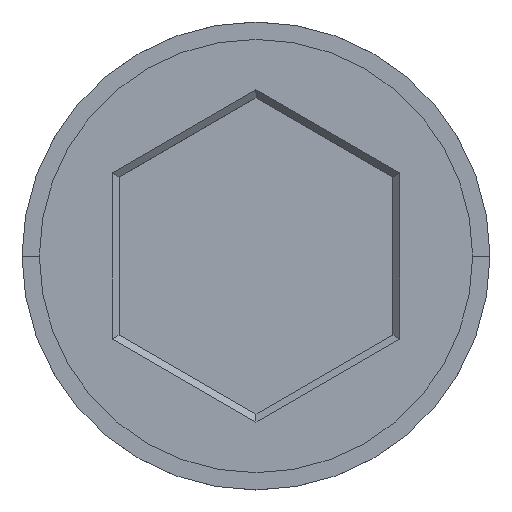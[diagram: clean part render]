
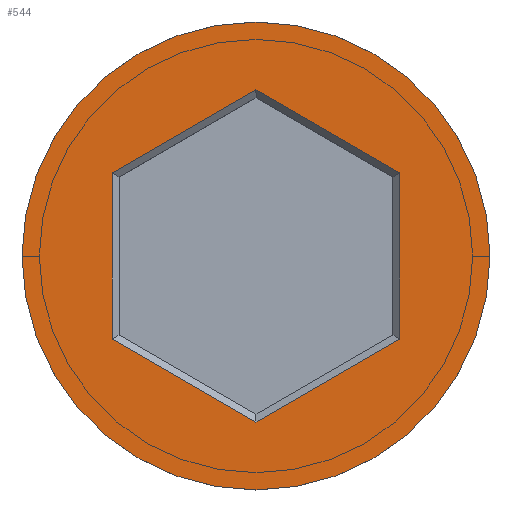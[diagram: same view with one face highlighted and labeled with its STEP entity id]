
A CAD part, top view. The second image highlights one B-rep face of the part: STEP entity #544.
In plain terms, the highlighted planar face has unit normal (0, 0, 1).
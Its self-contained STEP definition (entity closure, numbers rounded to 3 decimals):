
#16 = EDGE_CURVE ( 'NONE', #1104, #1153, #1143, .T. ) ;
#20 = DIRECTION ( 'NONE',  ( -0.866, -0.5, 0. ) ) ;
#58 = DIRECTION ( 'NONE',  ( 0., 0., 1. ) ) ;
#59 = ORIENTED_EDGE ( 'NONE', *, *, #895, .T. ) ;
#68 = CARTESIAN_POINT ( 'NONE',  ( 4.15, -2.396, 0. ) ) ;
#74 = EDGE_CURVE ( 'NONE', #1429, #994, #651, .T. ) ;
#78 = DIRECTION ( 'NONE',  ( 0.866, 0.5, 0. ) ) ;
#91 = CARTESIAN_POINT ( 'NONE',  ( -0.1, 4.734, 0. ) ) ;
#109 = LINE ( 'NONE', #91, #1234 ) ;
#120 = ORIENTED_EDGE ( 'NONE', *, *, #1148, .T. ) ;
#130 = FACE_OUTER_BOUND ( 'NONE', #1216, .T. ) ;
#133 = CARTESIAN_POINT ( 'NONE',  ( 0.1, -4.734, 0. ) ) ;
#142 = CARTESIAN_POINT ( 'NONE',  ( 0., 0., 0. ) ) ;
#145 = CARTESIAN_POINT ( 'NONE',  ( 0., 0., 0. ) ) ;
#312 = VECTOR ( 'NONE', #20, 1000. ) ;
#321 = EDGE_CURVE ( 'NONE', #1153, #1057, #1087, .T. ) ;
#325 = LINE ( 'NONE', #1108, #1022 ) ;
#336 = AXIS2_PLACEMENT_3D ( 'NONE', #145, #1379, #799 ) ;
#358 = DIRECTION ( 'NONE',  ( 0.866, -0.5, 0. ) ) ;
#387 = AXIS2_PLACEMENT_3D ( 'NONE', #1315, #58, #867 ) ;
#391 = LINE ( 'NONE', #1403, #856 ) ;
#494 = EDGE_CURVE ( 'NONE', #591, #778, #325, .T. ) ;
#504 = DIRECTION ( 'NONE',  ( -0.866, 0.5, 0. ) ) ;
#530 = CARTESIAN_POINT ( 'NONE',  ( 4.15, 2.396, 0. ) ) ;
#544 = ADVANCED_FACE ( 'NONE', ( #1149, #130 ), #1034, .T. ) ;
#574 = CIRCLE ( 'NONE', #387, 6.75 ) ;
#578 = CARTESIAN_POINT ( 'NONE',  ( -6.75, 0., 0. ) ) ;
#591 = VERTEX_POINT ( 'NONE', #744 ) ;
#640 = CARTESIAN_POINT ( 'NONE',  ( -4.15, -2.396, 0. ) ) ;
#651 = CIRCLE ( 'NONE', #1325, 6.75 ) ;
#688 = EDGE_CURVE ( 'NONE', #1057, #1248, #391, .T. ) ;
#722 = DIRECTION ( 'NONE',  ( 0., 0., 1. ) ) ;
#735 = DIRECTION ( 'NONE',  ( 0., 1., 0. ) ) ;
#744 = CARTESIAN_POINT ( 'NONE',  ( 0., 4.792, 0. ) ) ;
#778 = VERTEX_POINT ( 'NONE', #530 ) ;
#799 = DIRECTION ( 'NONE',  ( 1., 0., 0. ) ) ;
#846 = CARTESIAN_POINT ( 'NONE',  ( 4.15, -2.281, 0. ) ) ;
#850 = ORIENTED_EDGE ( 'NONE', *, *, #321, .T. ) ;
#856 = VECTOR ( 'NONE', #735, 1000. ) ;
#867 = DIRECTION ( 'NONE',  ( 1., 0., 0. ) ) ;
#895 = EDGE_CURVE ( 'NONE', #1248, #591, #109, .T. ) ;
#949 = VECTOR ( 'NONE', #504, 1000. ) ;
#958 = CARTESIAN_POINT ( 'NONE',  ( 6.75, 0., 0. ) ) ;
#962 = CARTESIAN_POINT ( 'NONE',  ( -4.05, -2.454, 0. ) ) ;
#994 = VERTEX_POINT ( 'NONE', #958 ) ;
#1019 = ORIENTED_EDGE ( 'NONE', *, *, #688, .T. ) ;
#1022 = VECTOR ( 'NONE', #358, 1000. ) ;
#1034 = PLANE ( 'NONE',  #336 ) ;
#1057 = VERTEX_POINT ( 'NONE', #640 ) ;
#1064 = ORIENTED_EDGE ( 'NONE', *, *, #494, .T. ) ;
#1087 = LINE ( 'NONE', #962, #949 ) ;
#1098 = CARTESIAN_POINT ( 'NONE',  ( 0., -4.792, 0. ) ) ;
#1104 = VERTEX_POINT ( 'NONE', #68 ) ;
#1108 = CARTESIAN_POINT ( 'NONE',  ( 4.05, 2.454, 0. ) ) ;
#1143 = LINE ( 'NONE', #133, #312 ) ;
#1148 = EDGE_CURVE ( 'NONE', #994, #1429, #574, .T. ) ;
#1149 = FACE_BOUND ( 'NONE', #1399, .T. ) ;
#1153 = VERTEX_POINT ( 'NONE', #1098 ) ;
#1165 = DIRECTION ( 'NONE',  ( 1., 0., 0. ) ) ;
#1173 = ORIENTED_EDGE ( 'NONE', *, *, #74, .T. ) ;
#1197 = ORIENTED_EDGE ( 'NONE', *, *, #1223, .T. ) ;
#1216 = EDGE_LOOP ( 'NONE', ( #120, #1173 ) ) ;
#1223 = EDGE_CURVE ( 'NONE', #778, #1104, #1436, .T. ) ;
#1234 = VECTOR ( 'NONE', #78, 1000. ) ;
#1241 = CARTESIAN_POINT ( 'NONE',  ( -4.15, 2.396, 0. ) ) ;
#1248 = VERTEX_POINT ( 'NONE', #1241 ) ;
#1296 = DIRECTION ( 'NONE',  ( 0., -1., 0. ) ) ;
#1315 = CARTESIAN_POINT ( 'NONE',  ( 0., 0., 0. ) ) ;
#1325 = AXIS2_PLACEMENT_3D ( 'NONE', #142, #722, #1165 ) ;
#1378 = ORIENTED_EDGE ( 'NONE', *, *, #16, .T. ) ;
#1379 = DIRECTION ( 'NONE',  ( 0., 0., 1. ) ) ;
#1399 = EDGE_LOOP ( 'NONE', ( #850, #1019, #59, #1064, #1197, #1378 ) ) ;
#1403 = CARTESIAN_POINT ( 'NONE',  ( -4.15, 2.281, 0. ) ) ;
#1425 = VECTOR ( 'NONE', #1296, 1000. ) ;
#1429 = VERTEX_POINT ( 'NONE', #578 ) ;
#1436 = LINE ( 'NONE', #846, #1425 ) ;
